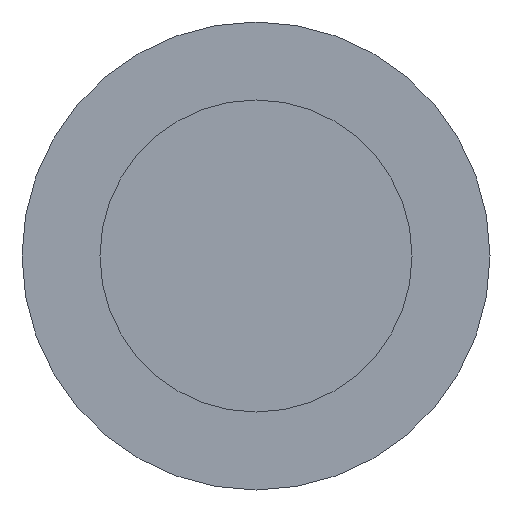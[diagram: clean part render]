
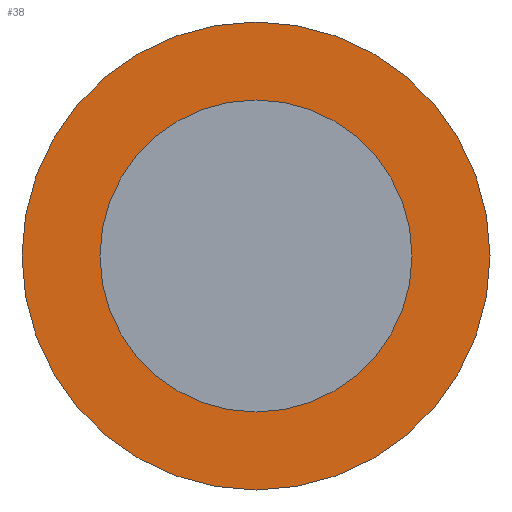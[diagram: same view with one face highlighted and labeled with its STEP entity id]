
A CAD part, front view. The second image highlights one B-rep face of the part: STEP entity #38.
In plain terms, the highlighted planar face has unit normal (0, -1, 0).
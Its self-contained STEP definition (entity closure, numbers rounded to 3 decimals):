
#4 = DIRECTION ( 'NONE',  ( 0., -1., 0. ) ) ;
#11 = VERTEX_POINT ( 'NONE', #48 ) ;
#14 = FACE_OUTER_BOUND ( 'NONE', #193, .T. ) ;
#18 = VERTEX_POINT ( 'NONE', #96 ) ;
#20 = CARTESIAN_POINT ( 'NONE',  ( 0., 0., 0. ) ) ;
#23 = VERTEX_POINT ( 'NONE', #225 ) ;
#27 = DIRECTION ( 'NONE',  ( 0., -1., 0. ) ) ;
#31 = ORIENTED_EDGE ( 'NONE', *, *, #158, .F. ) ;
#33 = CIRCLE ( 'NONE', #110, 15. ) ;
#35 = DIRECTION ( 'NONE',  ( 0., 0., -1. ) ) ;
#38 = ADVANCED_FACE ( 'NONE', ( #129, #14 ), #52, .F. ) ;
#41 = DIRECTION ( 'NONE',  ( 0., 0., 1. ) ) ;
#43 = CARTESIAN_POINT ( 'NONE',  ( 0., 0., 0. ) ) ;
#48 = CARTESIAN_POINT ( 'NONE',  ( 0., 0., -10. ) ) ;
#50 = EDGE_CURVE ( 'NONE', #18, #11, #219, .T. ) ;
#52 = PLANE ( 'NONE',  #133 ) ;
#54 = CIRCLE ( 'NONE', #115, 10. ) ;
#59 = EDGE_LOOP ( 'NONE', ( #238, #31 ) ) ;
#61 = AXIS2_PLACEMENT_3D ( 'NONE', #43, #27, #226 ) ;
#65 = VERTEX_POINT ( 'NONE', #105 ) ;
#81 = DIRECTION ( 'NONE',  ( 0., 0., 1. ) ) ;
#96 = CARTESIAN_POINT ( 'NONE',  ( 0., 0., 10. ) ) ;
#97 = CARTESIAN_POINT ( 'NONE',  ( 0., 0., 0. ) ) ;
#105 = CARTESIAN_POINT ( 'NONE',  ( 0., 0., 15. ) ) ;
#110 = AXIS2_PLACEMENT_3D ( 'NONE', #132, #216, #81 ) ;
#115 = AXIS2_PLACEMENT_3D ( 'NONE', #20, #4, #35 ) ;
#129 = FACE_BOUND ( 'NONE', #59, .T. ) ;
#132 = CARTESIAN_POINT ( 'NONE',  ( 0., 0., 0. ) ) ;
#133 = AXIS2_PLACEMENT_3D ( 'NONE', #97, #169, #212 ) ;
#140 = ORIENTED_EDGE ( 'NONE', *, *, #254, .F. ) ;
#145 = ORIENTED_EDGE ( 'NONE', *, *, #173, .F. ) ;
#158 = EDGE_CURVE ( 'NONE', #11, #18, #54, .T. ) ;
#169 = DIRECTION ( 'NONE',  ( 0., 1., 0. ) ) ;
#173 = EDGE_CURVE ( 'NONE', #65, #23, #33, .T. ) ;
#193 = EDGE_LOOP ( 'NONE', ( #140, #145 ) ) ;
#201 = CARTESIAN_POINT ( 'NONE',  ( 0., 0., 0. ) ) ;
#203 = CIRCLE ( 'NONE', #215, 15. ) ;
#204 = DIRECTION ( 'NONE',  ( 0., 1., 0. ) ) ;
#212 = DIRECTION ( 'NONE',  ( 0., 0., 1. ) ) ;
#215 = AXIS2_PLACEMENT_3D ( 'NONE', #201, #204, #41 ) ;
#216 = DIRECTION ( 'NONE',  ( 0., 1., 0. ) ) ;
#219 = CIRCLE ( 'NONE', #61, 10. ) ;
#225 = CARTESIAN_POINT ( 'NONE',  ( 0., 0., -15. ) ) ;
#226 = DIRECTION ( 'NONE',  ( 0., 0., -1. ) ) ;
#238 = ORIENTED_EDGE ( 'NONE', *, *, #50, .F. ) ;
#254 = EDGE_CURVE ( 'NONE', #23, #65, #203, .T. ) ;
